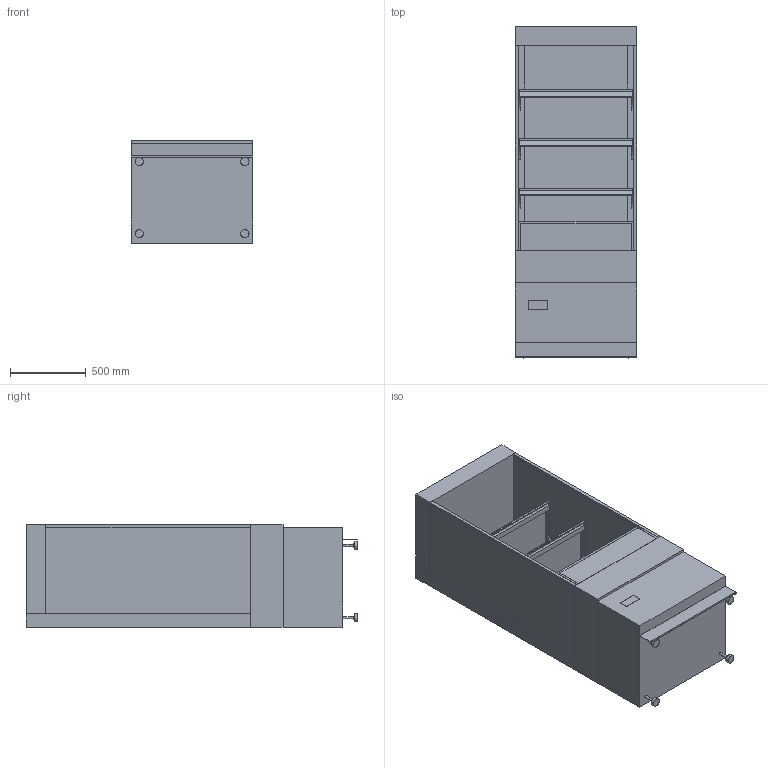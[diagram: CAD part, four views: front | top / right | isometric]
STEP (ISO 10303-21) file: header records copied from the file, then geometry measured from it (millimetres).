
FILE_DESCRIPTION(/* description */ ('Kühlregal: zentralgekühlt'),/* implementation_level */ '2;1');
FILE_NAME(/* name */ '3D-AKE-00005015.stp',/* time_stamp */ '2022-03-03T09:21:07+01:00',/* author */ ('martin.vasold'),/* organization */ (''),/* preprocessor_version */ 'ST-DEVELOPER v18',/* originating_system */ 'Autodesk Inventor 2020',/* authorisation */ '');
FILE_SCHEMA (('AUTOMOTIVE_DESIGN { 1 0 10303 214 3 1 1 }'));
Length unit declared in the file: millimetre
Products named in the file (1): 3D-AKE-00005015
Bounding box: 800 x 2184 x 676 mm (x, y, z)
Volume: 546870488.8 mm3; surface area: 16367288.6 mm2
Topology: 46 solids, 46 shells, 332 faces, 735 edges, 504 vertices
Faces by surface type: plane 280, cylinder 52
Full cylindrical faces by diameter (mm): 16 x13, 22 x4, 55 x4
Entity records: 9166 total; most frequent: CARTESIAN_POINT 1572, DIRECTION 1547, ORIENTED_EDGE 1470, EDGE_CURVE 735, LINE 589, VECTOR 589, VERTEX_POINT 504, AXIS2_PLACEMENT_3D 479
